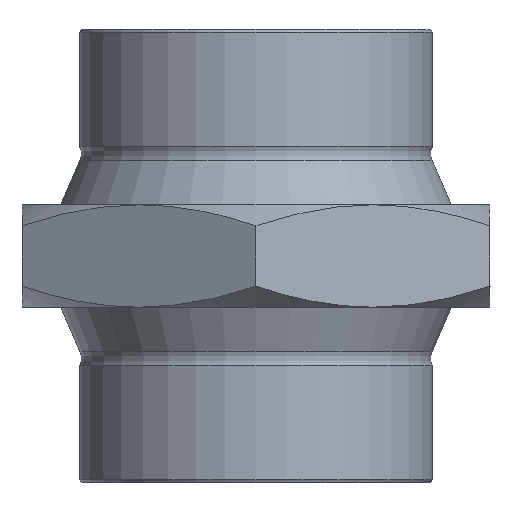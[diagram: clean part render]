
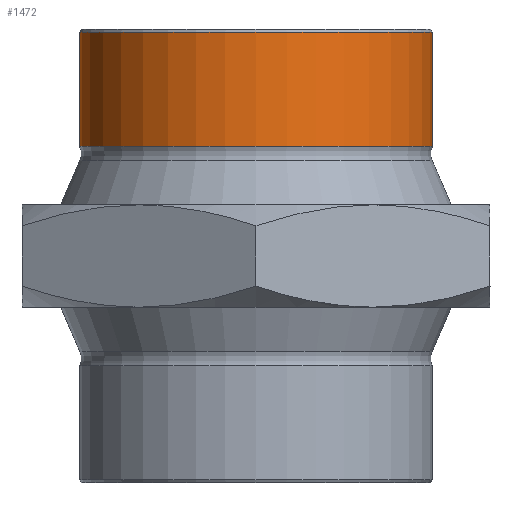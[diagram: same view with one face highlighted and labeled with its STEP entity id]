
A CAD part, left-side view. The second image highlights one B-rep face of the part: STEP entity #1472.
In plain terms, the highlighted cylindrical face has radius 12.059 mm (diameter 24.117 mm), a full revolution.
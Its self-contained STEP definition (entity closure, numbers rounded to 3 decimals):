
#701=CYLINDRICAL_SURFACE('',#1413,12.059);
#869=ORIENTED_EDGE('',*,*,#1035,.F.);
#870=ORIENTED_EDGE('',*,*,#1036,.T.);
#917=CIRCLE('',#1412,12.059);
#918=CIRCLE('',#1414,12.059);
#967=VERTEX_POINT('',#1607);
#968=VERTEX_POINT('',#1610);
#1035=EDGE_CURVE('',#967,#967,#917,.T.);
#1036=EDGE_CURVE('',#968,#968,#918,.T.);
#1073=EDGE_LOOP('',(#869));
#1074=EDGE_LOOP('',(#870));
#1121=FACE_BOUND('',#1073,.T.);
#1122=FACE_BOUND('',#1074,.T.);
#1297=DIRECTION('',(0.,0.,-1.));
#1298=DIRECTION('',(0.,-12.059,0.));
#1299=DIRECTION('',(0.,0.,-1.));
#1300=DIRECTION('',(1.,0.,0.));
#1301=DIRECTION('',(0.,0.,-1.));
#1302=DIRECTION('',(0.,-12.059,0.));
#1412=AXIS2_PLACEMENT_3D('',#1608,#1297,#1298);
#1413=AXIS2_PLACEMENT_3D('',#1609,#1299,#1300);
#1414=AXIS2_PLACEMENT_3D('',#1611,#1301,#1302);
#1472=ADVANCED_FACE('',(#1121,#1122),#701,.T.);
#1607=CARTESIAN_POINT('',(-19.351,-12.059,30.614));
#1608=CARTESIAN_POINT('',(-19.351,0.,30.614));
#1609=CARTESIAN_POINT('',(-19.351,0.,38.614));
#1610=CARTESIAN_POINT('',(-19.351,-12.059,38.426));
#1611=CARTESIAN_POINT('',(-19.351,0.,38.426));
